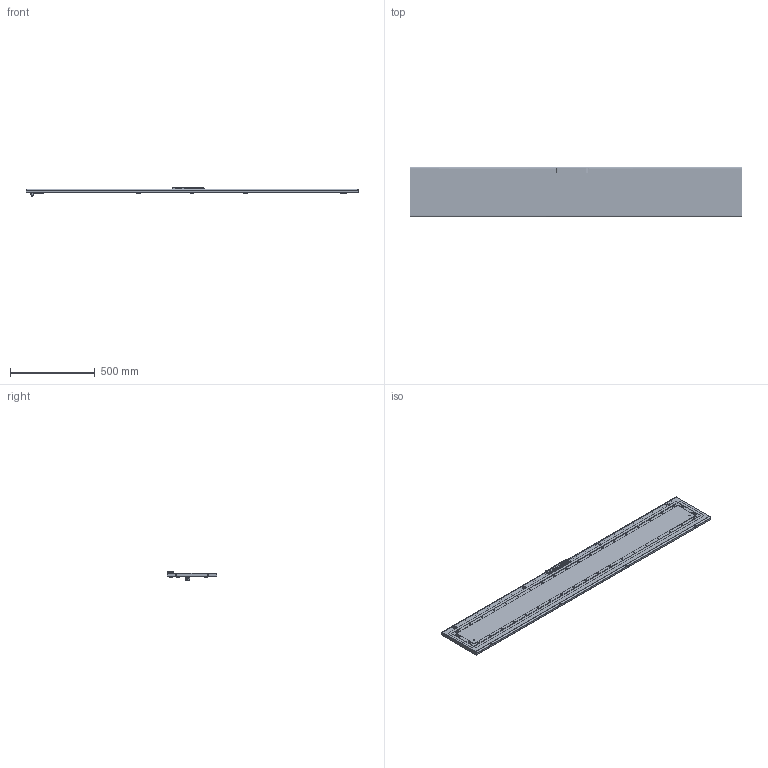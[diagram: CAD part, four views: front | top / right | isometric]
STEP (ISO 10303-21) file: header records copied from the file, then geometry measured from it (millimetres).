
FILE_DESCRIPTION (( 'STEP AP203' ), '1' );
FILE_NAME ('2000x300.step', '2011-02-16T12:15:41', ( 'User' ), ( 'DKC' ), 'SwSTEP 2.0', 'SolidWorks 2010', '' );
FILE_SCHEMA (( 'CONFIG_CONTROL_DESIGN' ));
Products named in the file (33): Montante verticale + Traversa orizzontale interno porta_Traversa orizzontale 300; sealant for sviluppo porta quadro_2000x300; Sviluppo porta quadro_2000x300; 2000x300; RAMBLOCK montata modificated_Default; AC00C400 Quadro IP55 Guida aste_Default; basetta esterna_AC00C506; Wood screw 4.2x13_Tapping screw DIN 7049-ST4.2x13-F-H-S; Hex Flange Bolt M6x10_ISO 4162 - M6 x 12 x 12-S; Sostegno autoallineante per porta AC00C446; land; AC00C184 dado telaio interno porta_Default; Çåðêàëüíî îòðàçèòüboccola AC00C378; Çåðêàëüíî îòðàçèòüribattino AC00C377; Çåðêàëüíî îòðàçèòüterminator for door.SLDPRT1; Çåðêàëüíî îòðàçèòüterminator for door.SLDPRT; boccola AC00C378; ribattino AC00C377; terminator for door.SLDPRT; Nut M6_Hexagon Nut ISO - 4034 - M6 - S; Tappo_?????; AC00C183_Default; end-cap_AC00C061; inserto chiave per maniglia RAM BLOCK_AC00C389; Ingranaggio per cariglione modificated_AC00C388; ASTINA Superiore_2000; ASTINA Inferiore_2000; linguetta_AC00C387; distanziale di gomma per RAM BLOCK_Default; hinge AC00C170_Default; maniglia RAM BLOCK modificated_AC00C505; Montante verticale + Traversa orizzontale interno porta_Montante verticale 2000; Sealing ring
Assembly tree (72 placements, depth 3):
  2000x300
    Çåðêàëüíî îòðàçèòüterminator for door.SLDPRT
      Çåðêàëüíî îòðàçèòüribattino AC00C377
      Çåðêàëüíî îòðàçèòüboccola AC00C378
    Çåðêàëüíî îòðàçèòüterminator for door.SLDPRT1
      Çåðêàëüíî îòðàçèòüribattino AC00C377
      Çåðêàëüíî îòðàçèòüboccola AC00C378
    Wood screw 4.2x13_Tapping screw DIN 7049-ST4.2x13-F-H-S  x5
    AC00C184 dado telaio interno porta_Default  x6
    Tappo_?????  x2
    Montante verticale + Traversa orizzontale interno porta_Traversa orizzontale 300  x2
    distanziale di gomma per RAM BLOCK_Default  x2
    land  x12
    AC00C400 Quadro IP55 Guida aste_Default  x4
    hinge AC00C170_Default  x4
    Nut M6_Hexagon Nut ISO - 4034 - M6 - S  x4
    sealant for sviluppo porta quadro_2000x300
    ASTINA Inferiore_2000
    AC00C183_Default  x4
    Sviluppo porta quadro_2000x300
    Hex Flange Bolt M6x10_ISO 4162 - M6 x 12 x 12-S
    Sostegno autoallineante per porta AC00C446
    linguetta_AC00C387
    end-cap_AC00C061  x2
    terminator for door.SLDPRT  x2
      ribattino AC00C377
      boccola AC00C378
    Montante verticale + Traversa orizzontale interno porta_Montante verticale 2000  x2
    RAMBLOCK montata modificated_Default
      basetta esterna_AC00C506
      Ingranaggio per cariglione modificated_AC00C388
      inserto chiave per maniglia RAM BLOCK_AC00C389
      maniglia RAM BLOCK modificated_AC00C505
      Sealing ring
    ASTINA Superiore_2000
Bounding box: 1955 x 294 x 52.65 mm (x, y, z)
Volume: 2243812.6 mm3; surface area: 2236866.6 mm2
Topology: 81 solids, 81 shells, 8267 faces, 22900 edges, 14906 vertices
Faces by surface type: bspline 3427, plane 2147, cylinder 2146, cone 469, torus 60, sphere 18
Entity records: 86247 total; most frequent: CARTESIAN_POINT 30809, ORIENTED_EDGE 11238, DIRECTION 9773, EDGE_CURVE 5619, VERTEX_POINT 3604, AXIS2_PLACEMENT_3D 3462, VECTOR 2849, LINE 2849
